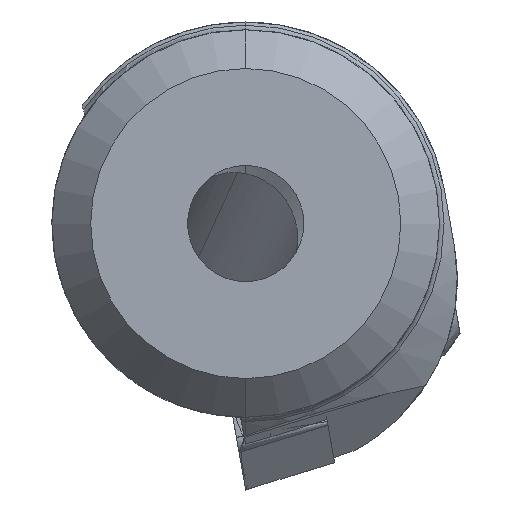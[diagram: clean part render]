
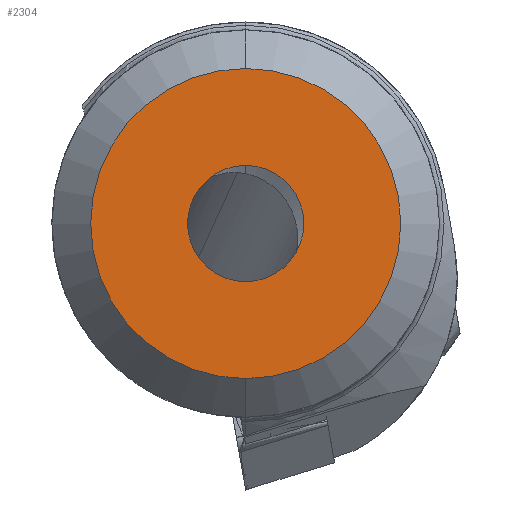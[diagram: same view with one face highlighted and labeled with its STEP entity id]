
A CAD part, left-side view. The second image highlights one B-rep face of the part: STEP entity #2304.
In plain terms, the highlighted planar face has unit normal (-1, 0, 0).
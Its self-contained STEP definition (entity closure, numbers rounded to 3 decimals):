
#208 = DIRECTION ( 'NONE',  ( 0., 0., 1. ) ) ;
#234 = VERTEX_POINT ( 'NONE', #4246 ) ;
#330 = ORIENTED_EDGE ( 'NONE', *, *, #3180, .T. ) ;
#360 = AXIS2_PLACEMENT_3D ( 'NONE', #2335, #2283, #5124 ) ;
#551 = DIRECTION ( 'NONE',  ( -1., 0., 0. ) ) ;
#633 = CARTESIAN_POINT ( 'NONE',  ( -120., 0., -4. ) ) ;
#955 = CARTESIAN_POINT ( 'NONE',  ( -120., 0., 0. ) ) ;
#985 = DIRECTION ( 'NONE',  ( 0., 0., 1. ) ) ;
#1043 = FACE_OUTER_BOUND ( 'NONE', #2928, .T. ) ;
#1469 = CIRCLE ( 'NONE', #1975, 1.5 ) ;
#1749 = DIRECTION ( 'NONE',  ( 0., 0., 1. ) ) ;
#1889 = AXIS2_PLACEMENT_3D ( 'NONE', #2945, #3752, #1749 ) ;
#1975 = AXIS2_PLACEMENT_3D ( 'NONE', #955, #551, #985 ) ;
#2033 = CARTESIAN_POINT ( 'NONE',  ( -120., 0., 0. ) ) ;
#2156 = VERTEX_POINT ( 'NONE', #4541 ) ;
#2231 = AXIS2_PLACEMENT_3D ( 'NONE', #2033, #5198, #3878 ) ;
#2236 = CIRCLE ( 'NONE', #5203, 1.5 ) ;
#2283 = DIRECTION ( 'NONE',  ( 1., 0., 0. ) ) ;
#2304 = ADVANCED_FACE ( 'NONE', ( #4669, #1043 ), #4346, .F. ) ;
#2335 = CARTESIAN_POINT ( 'NONE',  ( -120., 1.5, 0. ) ) ;
#2928 = EDGE_LOOP ( 'NONE', ( #3604, #330 ) ) ;
#2945 = CARTESIAN_POINT ( 'NONE',  ( -120., 0., 0. ) ) ;
#3180 = EDGE_CURVE ( 'NONE', #5208, #3270, #3235, .T. ) ;
#3206 = EDGE_CURVE ( 'NONE', #2156, #234, #1469, .T. ) ;
#3235 = CIRCLE ( 'NONE', #1889, 4. ) ;
#3270 = VERTEX_POINT ( 'NONE', #633 ) ;
#3411 = CIRCLE ( 'NONE', #2231, 4. ) ;
#3455 = EDGE_CURVE ( 'NONE', #3270, #5208, #3411, .T. ) ;
#3604 = ORIENTED_EDGE ( 'NONE', *, *, #3455, .T. ) ;
#3752 = DIRECTION ( 'NONE',  ( -1., 0., 0. ) ) ;
#3801 = ORIENTED_EDGE ( 'NONE', *, *, #3206, .F. ) ;
#3837 = DIRECTION ( 'NONE',  ( -1., 0., 0. ) ) ;
#3878 = DIRECTION ( 'NONE',  ( 0., 0., 1. ) ) ;
#3978 = EDGE_CURVE ( 'NONE', #234, #2156, #2236, .T. ) ;
#4246 = CARTESIAN_POINT ( 'NONE',  ( -120., 0., -1.5 ) ) ;
#4346 = PLANE ( 'NONE',  #360 ) ;
#4446 = CARTESIAN_POINT ( 'NONE',  ( -120., 0., 4. ) ) ;
#4541 = CARTESIAN_POINT ( 'NONE',  ( -120., 0., 1.5 ) ) ;
#4669 = FACE_BOUND ( 'NONE', #5217, .T. ) ;
#5023 = ORIENTED_EDGE ( 'NONE', *, *, #3978, .F. ) ;
#5113 = CARTESIAN_POINT ( 'NONE',  ( -120., 0., 0. ) ) ;
#5124 = DIRECTION ( 'NONE',  ( 0., 0., -1. ) ) ;
#5198 = DIRECTION ( 'NONE',  ( -1., 0., 0. ) ) ;
#5203 = AXIS2_PLACEMENT_3D ( 'NONE', #5113, #3837, #208 ) ;
#5208 = VERTEX_POINT ( 'NONE', #4446 ) ;
#5217 = EDGE_LOOP ( 'NONE', ( #3801, #5023 ) ) ;
